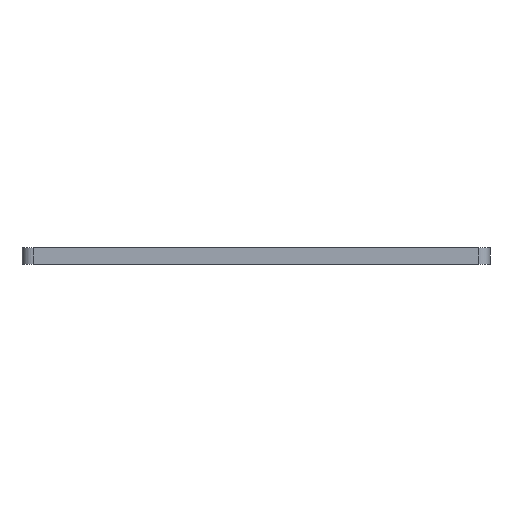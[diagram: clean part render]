
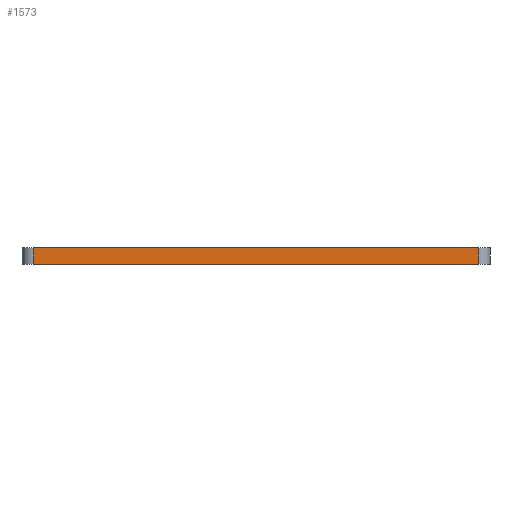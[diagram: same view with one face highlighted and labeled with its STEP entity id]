
A CAD part, left-side view. The second image highlights one B-rep face of the part: STEP entity #1573.
In plain terms, the highlighted planar face has unit normal (-1, 0, 0).
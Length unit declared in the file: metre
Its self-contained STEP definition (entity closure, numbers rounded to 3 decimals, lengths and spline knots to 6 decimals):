
#318=ORIENTED_EDGE('',*,*,#726,.T.);
#319=ORIENTED_EDGE('',*,*,#727,.T.);
#320=ORIENTED_EDGE('',*,*,#728,.F.);
#321=ORIENTED_EDGE('',*,*,#729,.T.);
#726=EDGE_CURVE('',#930,#931,#1026,.T.);
#727=EDGE_CURVE('',#931,#932,#1027,.T.);
#728=EDGE_CURVE('',#933,#932,#1028,.T.);
#729=EDGE_CURVE('',#933,#930,#1029,.F.);
#930=VERTEX_POINT('',#2605);
#931=VERTEX_POINT('',#2606);
#932=VERTEX_POINT('',#2608);
#933=VERTEX_POINT('',#2610);
#1026=LINE('',#2604,#1122);
#1027=LINE('',#2607,#1123);
#1028=LINE('',#2609,#1124);
#1029=LINE('',#2611,#1125);
#1122=VECTOR('',#2105,1.);
#1123=VECTOR('',#2106,1.);
#1124=VECTOR('',#2107,1.);
#1125=VECTOR('',#2108,1.);
#1221=EDGE_LOOP('',(#318,#319,#320,#321));
#1399=FACE_BOUND('',#1221,.T.);
#1517=PLANE('',#1728);
#1573=ADVANCED_FACE('',(#1399),#1517,.T.);
#1728=AXIS2_PLACEMENT_3D('',#2603,#2103,#2104);
#2103=DIRECTION('',(-1.,0.,0.));
#2104=DIRECTION('',(0.,0.,1.));
#2105=DIRECTION('',(0.,1.,0.));
#2106=DIRECTION('',(0.,0.,-1.));
#2107=DIRECTION('',(0.,1.,0.));
#2108=DIRECTION('',(0.,0.,-1.));
#2603=CARTESIAN_POINT('',(-0.054803,-0.153337,0.003));
#2604=CARTESIAN_POINT('',(-0.054803,-0.153337,0.003));
#2605=CARTESIAN_POINT('',(-0.054803,-0.21489,0.003));
#2606=CARTESIAN_POINT('',(-0.054803,-0.13589,0.003));
#2607=CARTESIAN_POINT('',(-0.054803,-0.13589,0.003));
#2608=CARTESIAN_POINT('',(-0.054803,-0.13589,0.));
#2609=CARTESIAN_POINT('',(-0.054803,-0.153337,0.));
#2610=CARTESIAN_POINT('',(-0.054803,-0.21489,0.));
#2611=CARTESIAN_POINT('',(-0.054803,-0.21489,0.003));
